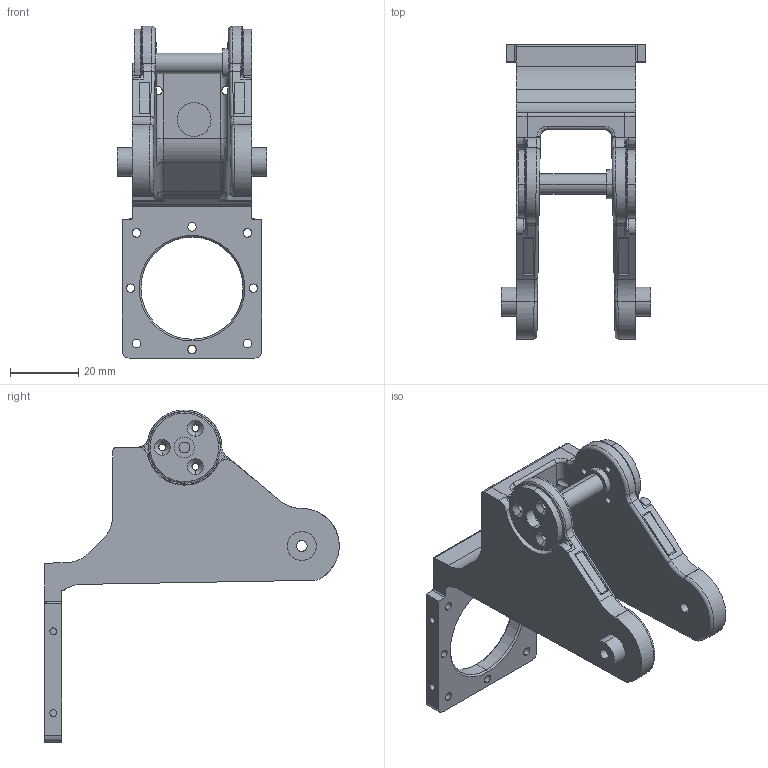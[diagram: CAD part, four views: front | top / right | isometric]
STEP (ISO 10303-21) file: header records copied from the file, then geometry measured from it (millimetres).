
FILE_DESCRIPTION(('FreeCAD Model'),'2;1');
FILE_NAME('Open CASCADE Shape Model','2024-08-05T12:28:27',('Author'),( ''),'Open CASCADE STEP processor 7.6','FreeCAD','Unknown');
FILE_SCHEMA(('AUTOMOTIVE_DESIGN { 1 0 10303 214 1 1 1 1 }'));
Length unit declared in the file: millimetre
Products named in the file (1): 2205006800-20210110001_17___
Bounding box: 44 x 86.47 x 97.5 mm (x, y, z)
Volume: 44931.4 mm3; surface area: 19943 mm2
Topology: 1 solids, 3 shells, 259 faces, 657 edges, 409 vertices
Faces by surface type: cylinder 121, plane 58, bspline 55, cone 25
Entity records: 11099 total; most frequent: CARTESIAN_POINT 5290, ORIENTED_EDGE 1302, DIRECTION 1064, EDGE_CURVE 651, AXIS2_PLACEMENT_3D 416, VERTEX_POINT 409, FACE_BOUND 314, EDGE_LOOP 314
